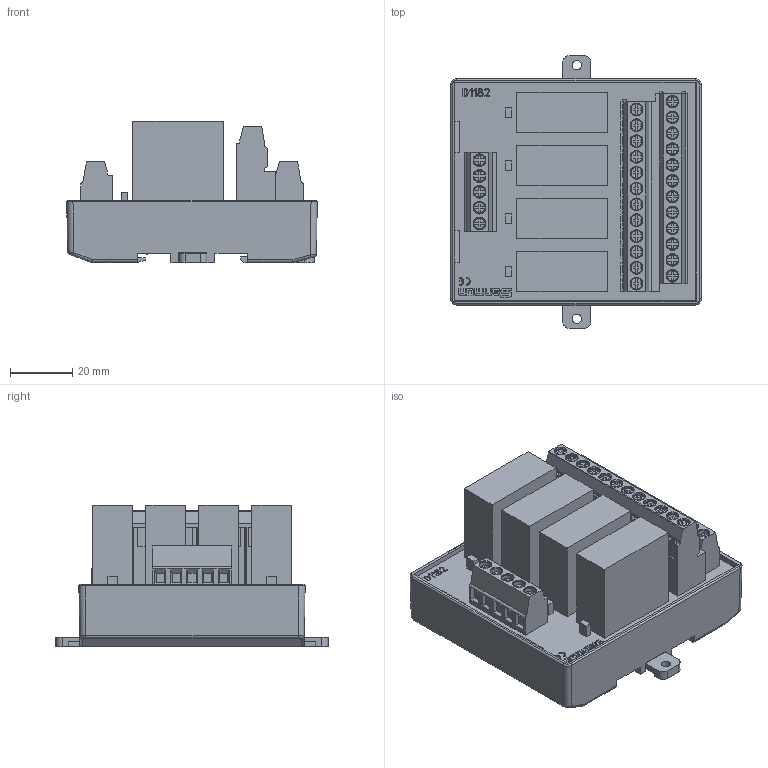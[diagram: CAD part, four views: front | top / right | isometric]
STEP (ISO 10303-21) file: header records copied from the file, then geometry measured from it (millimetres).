
FILE_DESCRIPTION(/* description */ (''),/* implementation_level */ '2;1');
FILE_NAME(/* name */ 'D1182-E.stp',/* time_stamp */ '2024-08-16T09:06:17+08:00',/* author */ (''),/* organization */ (''),/* preprocessor_version */ 'ST-DEVELOPER v14',/* originating_system */ 'SIEMENS PLM Software NX 8.0',/* authorisation */ '');
FILE_SCHEMA (('AUTOMOTIVE_DESIGN { 1 0 10303 214 3 1 1 1 }'));
Length unit declared in the file: millimetre
Products named in the file (1): Admi12A04B78abpe
Bounding box: 80.4 x 87.37 x 45.3 mm (x, y, z)
Volume: 162134.6 mm3; surface area: 40228.1 mm2
Topology: 3 solids, 6 shells, 1362 faces, 3579 edges, 2352 vertices
Faces by surface type: plane 1016, cylinder 161, torus 96, cone 66, extrusion 13, bspline 10
Full cylindrical faces by diameter (mm): 3 x2, 4.1 x24, 4.13 x16
Entity records: 44388 total; most frequent: CARTESIAN_POINT 10555, ORIENTED_EDGE 6982, DIRECTION 6233, EDGE_CURVE 3491, VECTOR 2653, LINE 2640, VERTEX_POINT 2328, AXIS2_PLACEMENT_3D 1790
